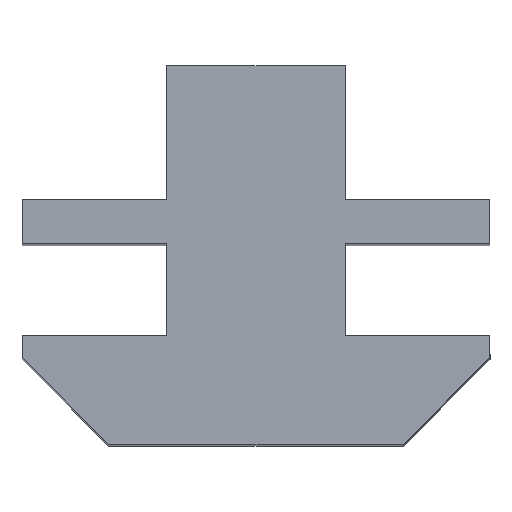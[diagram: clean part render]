
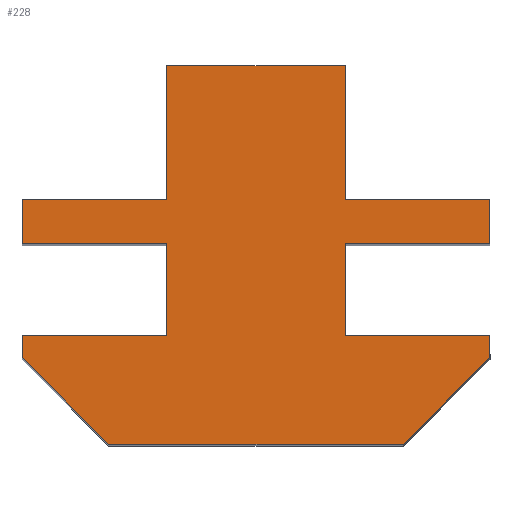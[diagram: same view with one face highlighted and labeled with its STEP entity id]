
A CAD part, top view. The second image highlights one B-rep face of the part: STEP entity #228.
In plain terms, the highlighted planar face has unit normal (0, 0, 1).
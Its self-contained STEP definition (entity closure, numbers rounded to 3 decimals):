
#14 = EDGE_CURVE ( 'NONE', #183, #169, #498, .T. ) ;
#16 = EDGE_CURVE ( 'NONE', #169, #158, #502, .T. ) ;
#27 = CARTESIAN_POINT ( 'NONE',  ( 2.6, 4.9, 50. ) ) ;
#28 = DIRECTION ( 'NONE',  ( 0., -1., 0. ) ) ;
#29 = CARTESIAN_POINT ( 'NONE',  ( 17.1, 4.4, 50. ) ) ;
#34 = DIRECTION ( 'NONE',  ( -1., 0., 0. ) ) ;
#35 = CARTESIAN_POINT ( 'NONE',  ( 6.6, 11., 50. ) ) ;
#40 = DIRECTION ( 'NONE',  ( 0., 1., 0. ) ) ;
#41 = CARTESIAN_POINT ( 'NONE',  ( 10.6, 8.5, 50. ) ) ;
#46 = DIRECTION ( 'NONE',  ( 0., 1., 0. ) ) ;
#47 = CARTESIAN_POINT ( 'NONE',  ( 17.1, 8.5, 50. ) ) ;
#48 = DIRECTION ( 'NONE',  ( 0.707, -0.707, 0. ) ) ;
#49 = CARTESIAN_POINT ( 'NONE',  ( -1.95, 1.95, 50. ) ) ;
#74 = DIRECTION ( 'NONE',  ( 1., 0., 0. ) ) ;
#75 = DIRECTION ( 'NONE',  ( 0., 0., 1. ) ) ;
#76 = CARTESIAN_POINT ( 'NONE',  ( -3.9, 0., 50. ) ) ;
#77 = PLANE ( 'NONE',  #574 ) ;
#130 = CARTESIAN_POINT ( 'NONE',  ( -3.9, 3.9, 50. ) ) ;
#131 = CARTESIAN_POINT ( 'NONE',  ( 17.1, 4.9, 50. ) ) ;
#133 = CARTESIAN_POINT ( 'NONE',  ( -3.9, 4.9, 50. ) ) ;
#136 = CARTESIAN_POINT ( 'NONE',  ( 0., 0., 50. ) ) ;
#138 = CARTESIAN_POINT ( 'NONE',  ( 17.1, 9., 50. ) ) ;
#139 = CARTESIAN_POINT ( 'NONE',  ( -3.9, 11., 50. ) ) ;
#140 = CARTESIAN_POINT ( 'NONE',  ( 10.6, 11., 50. ) ) ;
#141 = CARTESIAN_POINT ( 'NONE',  ( 10.6, 17., 50. ) ) ;
#145 = CARTESIAN_POINT ( 'NONE',  ( 2.6, 9., 50. ) ) ;
#146 = CARTESIAN_POINT ( 'NONE',  ( 17.1, 11., 50. ) ) ;
#149 = CARTESIAN_POINT ( 'NONE',  ( 13.2, 0., 50. ) ) ;
#152 = CARTESIAN_POINT ( 'NONE',  ( 17.1, 3.9, 50. ) ) ;
#153 = CARTESIAN_POINT ( 'NONE',  ( 10.6, 4.9, 50. ) ) ;
#154 = CARTESIAN_POINT ( 'NONE',  ( 2.6, 17., 50. ) ) ;
#158 = VERTEX_POINT ( 'NONE', #212 ) ;
#164 = VERTEX_POINT ( 'NONE', #186 ) ;
#165 = VERTEX_POINT ( 'NONE', #193 ) ;
#167 = VERTEX_POINT ( 'NONE', #27 ) ;
#169 = VERTEX_POINT ( 'NONE', #154 ) ;
#170 = VERTEX_POINT ( 'NONE', #153 ) ;
#171 = VERTEX_POINT ( 'NONE', #152 ) ;
#174 = VERTEX_POINT ( 'NONE', #149 ) ;
#177 = VERTEX_POINT ( 'NONE', #146 ) ;
#178 = VERTEX_POINT ( 'NONE', #145 ) ;
#183 = VERTEX_POINT ( 'NONE', #141 ) ;
#186 = CARTESIAN_POINT ( 'NONE',  ( -3.9, 9., 50. ) ) ;
#187 = VERTEX_POINT ( 'NONE', #140 ) ;
#190 = CARTESIAN_POINT ( 'NONE',  ( 6.6, 17., 50. ) ) ;
#191 = DIRECTION ( 'NONE',  ( -1., 0., 0. ) ) ;
#193 = CARTESIAN_POINT ( 'NONE',  ( 10.6, 9., 50. ) ) ;
#195 = VERTEX_POINT ( 'NONE', #139 ) ;
#196 = VERTEX_POINT ( 'NONE', #138 ) ;
#198 = VERTEX_POINT ( 'NONE', #136 ) ;
#201 = VERTEX_POINT ( 'NONE', #133 ) ;
#204 = CARTESIAN_POINT ( 'NONE',  ( 2.6, 8.5, 50. ) ) ;
#205 = DIRECTION ( 'NONE',  ( 0., -1., 0. ) ) ;
#210 = VERTEX_POINT ( 'NONE', #131 ) ;
#211 = VERTEX_POINT ( 'NONE', #130 ) ;
#212 = CARTESIAN_POINT ( 'NONE',  ( 2.6, 11., 50. ) ) ;
#228 = ADVANCED_FACE ( 'NONE', ( #534 ), #77, .T. ) ;
#246 = EDGE_CURVE ( 'NONE', #211, #198, #548, .T. ) ;
#247 = EDGE_CURVE ( 'NONE', #196, #177, #552, .T. ) ;
#250 = EDGE_CURVE ( 'NONE', #187, #183, #558, .T. ) ;
#253 = EDGE_CURVE ( 'NONE', #177, #187, #512, .T. ) ;
#256 = EDGE_CURVE ( 'NONE', #210, #171, #541, .T. ) ;
#260 = EDGE_CURVE ( 'NONE', #174, #171, #533, .T. ) ;
#264 = EDGE_CURVE ( 'NONE', #210, #170, #527, .T. ) ;
#267 = EDGE_CURVE ( 'NONE', #170, #165, #365, .T. ) ;
#270 = EDGE_CURVE ( 'NONE', #165, #196, #366, .T. ) ;
#275 = LINE ( 'NONE', #663, #371 ) ;
#302 = VECTOR ( 'NONE', #676, 1000. ) ;
#303 = LINE ( 'NONE', #674, #302 ) ;
#331 = VECTOR ( 'NONE', #635, 1000. ) ;
#337 = VECTOR ( 'NONE', #667, 1000. ) ;
#339 = VECTOR ( 'NONE', #28, 1000. ) ;
#343 = LINE ( 'NONE', #671, #344 ) ;
#344 = VECTOR ( 'NONE', #679, 1000. ) ;
#347 = LINE ( 'NONE', #666, #337 ) ;
#351 = LINE ( 'NONE', #659, #359 ) ;
#355 = LINE ( 'NONE', #650, #356 ) ;
#356 = VECTOR ( 'NONE', #651, 1000. ) ;
#358 = VECTOR ( 'NONE', #648, 1000. ) ;
#359 = VECTOR ( 'NONE', #658, 1000. ) ;
#363 = VECTOR ( 'NONE', #621, 1000. ) ;
#365 = LINE ( 'NONE', #620, #363 ) ;
#366 = LINE ( 'NONE', #636, #331 ) ;
#371 = VECTOR ( 'NONE', #662, 1000. ) ;
#373 = EDGE_LOOP ( 'NONE', ( #477, #478, #479, #480, #481, #482, #483, #484, #485, #486, #487, #488, #427, #428, #429, #430, #431, #432 ) ) ;
#427 = ORIENTED_EDGE ( 'NONE', *, *, #250, .T. ) ;
#428 = ORIENTED_EDGE ( 'NONE', *, *, #14, .T. ) ;
#429 = ORIENTED_EDGE ( 'NONE', *, *, #16, .T. ) ;
#430 = ORIENTED_EDGE ( 'NONE', *, *, #586, .T. ) ;
#431 = ORIENTED_EDGE ( 'NONE', *, *, #587, .T. ) ;
#432 = ORIENTED_EDGE ( 'NONE', *, *, #596, .T. ) ;
#477 = ORIENTED_EDGE ( 'NONE', *, *, #594, .T. ) ;
#478 = ORIENTED_EDGE ( 'NONE', *, *, #592, .T. ) ;
#479 = ORIENTED_EDGE ( 'NONE', *, *, #591, .T. ) ;
#480 = ORIENTED_EDGE ( 'NONE', *, *, #246, .T. ) ;
#481 = ORIENTED_EDGE ( 'NONE', *, *, #605, .T. ) ;
#482 = ORIENTED_EDGE ( 'NONE', *, *, #260, .T. ) ;
#483 = ORIENTED_EDGE ( 'NONE', *, *, #256, .F. ) ;
#484 = ORIENTED_EDGE ( 'NONE', *, *, #264, .T. ) ;
#485 = ORIENTED_EDGE ( 'NONE', *, *, #267, .T. ) ;
#486 = ORIENTED_EDGE ( 'NONE', *, *, #270, .T. ) ;
#487 = ORIENTED_EDGE ( 'NONE', *, *, #247, .T. ) ;
#488 = ORIENTED_EDGE ( 'NONE', *, *, #253, .T. ) ;
#498 = LINE ( 'NONE', #190, #499 ) ;
#499 = VECTOR ( 'NONE', #191, 1000. ) ;
#502 = LINE ( 'NONE', #204, #503 ) ;
#503 = VECTOR ( 'NONE', #205, 1000. ) ;
#512 = LINE ( 'NONE', #35, #521 ) ;
#521 = VECTOR ( 'NONE', #34, 1000. ) ;
#527 = LINE ( 'NONE', #630, #544 ) ;
#532 = VECTOR ( 'NONE', #611, 1000. ) ;
#533 = LINE ( 'NONE', #681, #532 ) ;
#534 = FACE_OUTER_BOUND ( 'NONE', #373, .T. ) ;
#541 = LINE ( 'NONE', #29, #339 ) ;
#544 = VECTOR ( 'NONE', #616, 1000. ) ;
#548 = LINE ( 'NONE', #49, #550 ) ;
#550 = VECTOR ( 'NONE', #48, 1000. ) ;
#552 = LINE ( 'NONE', #47, #553 ) ;
#553 = VECTOR ( 'NONE', #46, 1000. ) ;
#558 = LINE ( 'NONE', #41, #559 ) ;
#559 = VECTOR ( 'NONE', #40, 1000. ) ;
#566 = LINE ( 'NONE', #649, #358 ) ;
#574 = AXIS2_PLACEMENT_3D ( 'NONE', #76, #75, #74 ) ;
#586 = EDGE_CURVE ( 'NONE', #158, #195, #566, .T. ) ;
#587 = EDGE_CURVE ( 'NONE', #195, #164, #355, .T. ) ;
#591 = EDGE_CURVE ( 'NONE', #201, #211, #343, .T. ) ;
#592 = EDGE_CURVE ( 'NONE', #167, #201, #347, .T. ) ;
#594 = EDGE_CURVE ( 'NONE', #178, #167, #275, .T. ) ;
#596 = EDGE_CURVE ( 'NONE', #164, #178, #351, .T. ) ;
#605 = EDGE_CURVE ( 'NONE', #198, #174, #303, .T. ) ;
#611 = DIRECTION ( 'NONE',  ( 0.707, 0.707, 0. ) ) ;
#616 = DIRECTION ( 'NONE',  ( -1., 0., 0. ) ) ;
#620 = CARTESIAN_POINT ( 'NONE',  ( 10.6, 8.5, 50. ) ) ;
#621 = DIRECTION ( 'NONE',  ( 0., 1., 0. ) ) ;
#630 = CARTESIAN_POINT ( 'NONE',  ( 6.6, 4.9, 50. ) ) ;
#635 = DIRECTION ( 'NONE',  ( 1., 0., 0. ) ) ;
#636 = CARTESIAN_POINT ( 'NONE',  ( 6.6, 9., 50. ) ) ;
#648 = DIRECTION ( 'NONE',  ( -1., 0., 0. ) ) ;
#649 = CARTESIAN_POINT ( 'NONE',  ( 6.6, 11., 50. ) ) ;
#650 = CARTESIAN_POINT ( 'NONE',  ( -3.9, 8.5, 50. ) ) ;
#651 = DIRECTION ( 'NONE',  ( 0., -1., 0. ) ) ;
#658 = DIRECTION ( 'NONE',  ( 1., 0., 0. ) ) ;
#659 = CARTESIAN_POINT ( 'NONE',  ( 6.6, 9., 50. ) ) ;
#662 = DIRECTION ( 'NONE',  ( 0., -1., 0. ) ) ;
#663 = CARTESIAN_POINT ( 'NONE',  ( 2.6, 8.5, 50. ) ) ;
#666 = CARTESIAN_POINT ( 'NONE',  ( -0.65, 4.9, 50. ) ) ;
#667 = DIRECTION ( 'NONE',  ( -1., 0., 0. ) ) ;
#671 = CARTESIAN_POINT ( 'NONE',  ( -3.9, 8.5, 50. ) ) ;
#674 = CARTESIAN_POINT ( 'NONE',  ( 6.6, 0., 50. ) ) ;
#676 = DIRECTION ( 'NONE',  ( 1., 0., 0. ) ) ;
#679 = DIRECTION ( 'NONE',  ( 0., -1., 0. ) ) ;
#681 = CARTESIAN_POINT ( 'NONE',  ( 13.2, 0., 50. ) ) ;
